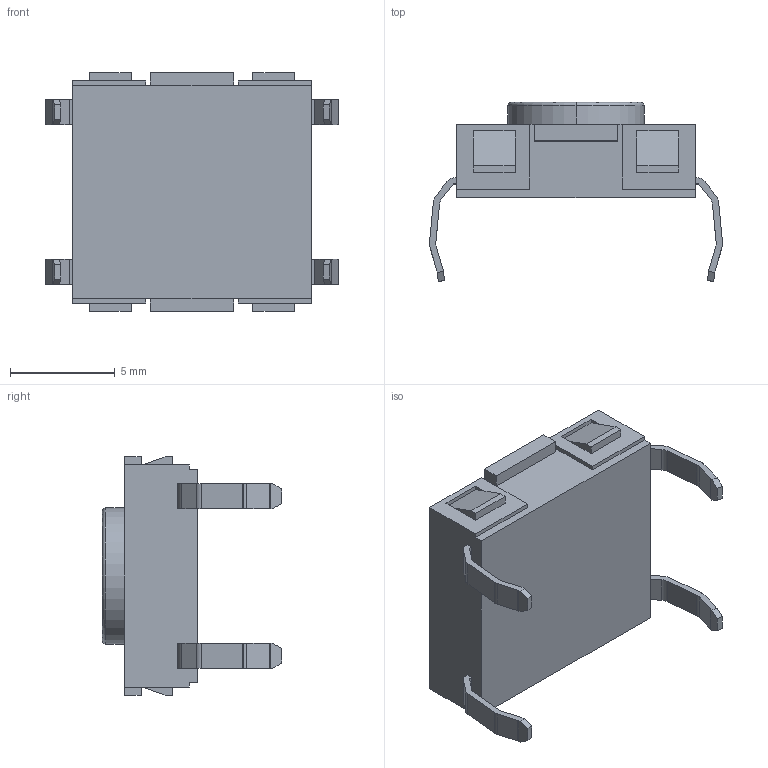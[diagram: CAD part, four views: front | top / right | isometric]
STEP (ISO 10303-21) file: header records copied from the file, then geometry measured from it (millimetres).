
FILE_DESCRIPTION (( 'STEP AP214' ), '1' );
FILE_NAME ('1241.1602.STEP', '2010-12-17T13:46:23', ( 'Schurter GmbH' ), ( 'Schurter GmbH' ), 'SwSTEP 2.0', 'SolidWorks 2009', '' );
FILE_SCHEMA (( 'AUTOMOTIVE_DESIGN' ));
Length unit declared in the file: millimetre
Products named in the file (1): 1241.1602
Bounding box: 14 x 8.55 x 11.4 mm (x, y, z)
Volume: 464.1 mm3; surface area: 497.1 mm2
Topology: 1 solids, 1 shells, 151 faces, 410 edges, 270 vertices
Faces by surface type: plane 119, cylinder 30, torus 2
Entity records: 4742 total; most frequent: CARTESIAN_POINT 832, ORIENTED_EDGE 820, DIRECTION 778, EDGE_CURVE 410, VECTOR 346, LINE 346, VERTEX_POINT 270, AXIS2_PLACEMENT_3D 216
